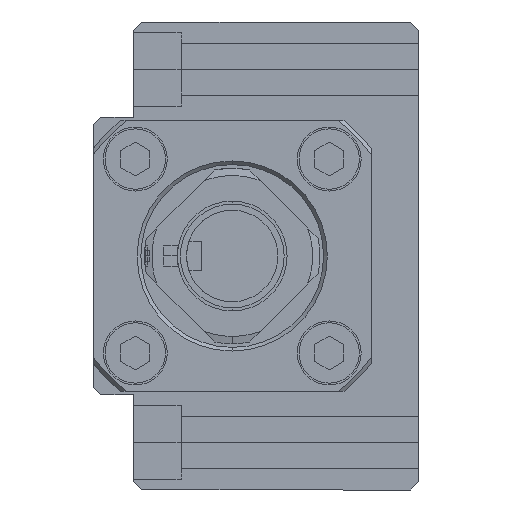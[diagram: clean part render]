
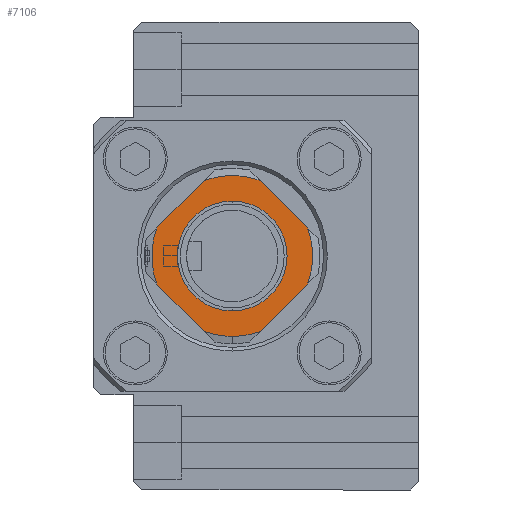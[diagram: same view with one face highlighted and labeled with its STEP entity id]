
A CAD part, left-side view. The second image highlights one B-rep face of the part: STEP entity #7106.
In plain terms, the highlighted face is planar.
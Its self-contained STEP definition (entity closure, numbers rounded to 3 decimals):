
#27 = VERTEX_POINT ( 'NONE', #2489 ) ;
#93 = LINE ( 'NONE', #2906, #1854 ) ;
#137 = DIRECTION ( 'NONE',  ( 0., -1., 0. ) ) ;
#183 = CARTESIAN_POINT ( 'NONE',  ( 0., 0., 25. ) ) ;
#397 = EDGE_CURVE ( 'NONE', #6505, #27, #1132, .T. ) ;
#524 = CIRCLE ( 'NONE', #5238, 22. ) ;
#602 = VERTEX_POINT ( 'NONE', #8367 ) ;
#738 = EDGE_CURVE ( 'NONE', #2967, #4128, #9086, .T. ) ;
#739 = CARTESIAN_POINT ( 'NONE',  ( -15., 0., 25. ) ) ;
#830 = DIRECTION ( 'NONE',  ( -1., 0., 0. ) ) ;
#871 = PLANE ( 'NONE',  #5165 ) ;
#934 = VERTEX_POINT ( 'NONE', #6992 ) ;
#935 = ORIENTED_EDGE ( 'NONE', *, *, #5515, .F. ) ;
#1065 = CARTESIAN_POINT ( 'NONE',  ( 0., 0., 25. ) ) ;
#1120 = CARTESIAN_POINT ( 'NONE',  ( 0., -28.284, 25. ) ) ;
#1132 = CIRCLE ( 'NONE', #7939, 22. ) ;
#1207 = ORIENTED_EDGE ( 'NONE', *, *, #1803, .F. ) ;
#1357 = DIRECTION ( 'NONE',  ( -1., 0., 0. ) ) ;
#1403 = EDGE_CURVE ( 'NONE', #6505, #602, #8456, .T. ) ;
#1505 = VERTEX_POINT ( 'NONE', #7214 ) ;
#1634 = EDGE_CURVE ( 'NONE', #1505, #4128, #4986, .T. ) ;
#1637 = EDGE_CURVE ( 'NONE', #2967, #934, #93, .T. ) ;
#1713 = CARTESIAN_POINT ( 'NONE',  ( -7.661, 20.623, 25. ) ) ;
#1771 = EDGE_CURVE ( 'NONE', #27, #934, #524, .T. ) ;
#1803 = EDGE_CURVE ( 'NONE', #2106, #602, #8068, .T. ) ;
#1851 = EDGE_LOOP ( 'NONE', ( #4891, #4294, #8107, #7426, #5380, #1207, #5463, #935, #4682 ) ) ;
#1854 = VECTOR ( 'NONE', #4337, 1000. ) ;
#2013 = CARTESIAN_POINT ( 'NONE',  ( 7.661, 20.623, 25. ) ) ;
#2050 = DIRECTION ( 'NONE',  ( 0., 0., -1. ) ) ;
#2106 = VERTEX_POINT ( 'NONE', #4640 ) ;
#2169 = DIRECTION ( 'NONE',  ( 0.707, -0.707, 0. ) ) ;
#2278 = FACE_BOUND ( 'NONE', #6011, .T. ) ;
#2423 = DIRECTION ( 'NONE',  ( -1., 0., 0. ) ) ;
#2489 = CARTESIAN_POINT ( 'NONE',  ( -22., 0., 25. ) ) ;
#2569 = AXIS2_PLACEMENT_3D ( 'NONE', #5503, #7733, #5453 ) ;
#2721 = CARTESIAN_POINT ( 'NONE',  ( 0., 0., 25. ) ) ;
#2832 = CARTESIAN_POINT ( 'NONE',  ( -28.284, 0., 25. ) ) ;
#2906 = CARTESIAN_POINT ( 'NONE',  ( 0., 28.284, 25. ) ) ;
#2967 = VERTEX_POINT ( 'NONE', #1713 ) ;
#3058 = AXIS2_PLACEMENT_3D ( 'NONE', #8134, #5956, #5247 ) ;
#3415 = CARTESIAN_POINT ( 'NONE',  ( 15., 0., 25. ) ) ;
#3591 = ORIENTED_EDGE ( 'NONE', *, *, #6115, .T. ) ;
#3690 = CARTESIAN_POINT ( 'NONE',  ( 0., 0., 25. ) ) ;
#3894 = CARTESIAN_POINT ( 'NONE',  ( -20.623, -7.661, 25. ) ) ;
#3926 = DIRECTION ( 'NONE',  ( 0.707, 0.707, 0. ) ) ;
#3927 = VECTOR ( 'NONE', #2169, 1000. ) ;
#4128 = VERTEX_POINT ( 'NONE', #2013 ) ;
#4141 = CARTESIAN_POINT ( 'NONE',  ( 0., 0., 25. ) ) ;
#4251 = AXIS2_PLACEMENT_3D ( 'NONE', #2721, #8390, #1357 ) ;
#4294 = ORIENTED_EDGE ( 'NONE', *, *, #1637, .T. ) ;
#4298 = CARTESIAN_POINT ( 'NONE',  ( 28.284, 0., 25. ) ) ;
#4337 = DIRECTION ( 'NONE',  ( -0.707, -0.707, 0. ) ) ;
#4560 = DIRECTION ( 'NONE',  ( 0., 0., -1. ) ) ;
#4578 = LINE ( 'NONE', #1120, #5589 ) ;
#4611 = EDGE_CURVE ( 'NONE', #5970, #8648, #5846, .T. ) ;
#4640 = CARTESIAN_POINT ( 'NONE',  ( 7.661, -20.623, 25. ) ) ;
#4682 = ORIENTED_EDGE ( 'NONE', *, *, #1634, .T. ) ;
#4891 = ORIENTED_EDGE ( 'NONE', *, *, #738, .F. ) ;
#4950 = ORIENTED_EDGE ( 'NONE', *, *, #4611, .T. ) ;
#4986 = LINE ( 'NONE', #4298, #7497 ) ;
#5165 = AXIS2_PLACEMENT_3D ( 'NONE', #8701, #8653, #137 ) ;
#5234 = CARTESIAN_POINT ( 'NONE',  ( 20.623, -7.661, 25. ) ) ;
#5238 = AXIS2_PLACEMENT_3D ( 'NONE', #1065, #7462, #8189 ) ;
#5247 = DIRECTION ( 'NONE',  ( -1., 0., 0. ) ) ;
#5338 = EDGE_CURVE ( 'NONE', #2106, #6499, #4578, .T. ) ;
#5380 = ORIENTED_EDGE ( 'NONE', *, *, #1403, .T. ) ;
#5453 = DIRECTION ( 'NONE',  ( -1., 0., 0. ) ) ;
#5463 = ORIENTED_EDGE ( 'NONE', *, *, #5338, .T. ) ;
#5503 = CARTESIAN_POINT ( 'NONE',  ( 0., 0., 25. ) ) ;
#5515 = EDGE_CURVE ( 'NONE', #1505, #6499, #7236, .T. ) ;
#5589 = VECTOR ( 'NONE', #3926, 1000. ) ;
#5846 = CIRCLE ( 'NONE', #7619, 15. ) ;
#5956 = DIRECTION ( 'NONE',  ( 0., 0., -1. ) ) ;
#5970 = VERTEX_POINT ( 'NONE', #739 ) ;
#6011 = EDGE_LOOP ( 'NONE', ( #3591, #4950 ) ) ;
#6115 = EDGE_CURVE ( 'NONE', #8648, #5970, #9124, .T. ) ;
#6499 = VERTEX_POINT ( 'NONE', #5234 ) ;
#6505 = VERTEX_POINT ( 'NONE', #3894 ) ;
#6568 = FACE_OUTER_BOUND ( 'NONE', #1851, .T. ) ;
#6740 = AXIS2_PLACEMENT_3D ( 'NONE', #3690, #4560, #2423 ) ;
#6852 = DIRECTION ( 'NONE',  ( -1., 0., 0. ) ) ;
#6992 = CARTESIAN_POINT ( 'NONE',  ( -20.623, 7.661, 25. ) ) ;
#7106 = ADVANCED_FACE ( 'NONE', ( #6568, #2278 ), #871, .F. ) ;
#7158 = DIRECTION ( 'NONE',  ( -0.707, 0.707, 0. ) ) ;
#7198 = DIRECTION ( 'NONE',  ( 0., 0., -1. ) ) ;
#7214 = CARTESIAN_POINT ( 'NONE',  ( 20.623, 7.661, 25. ) ) ;
#7236 = CIRCLE ( 'NONE', #4251, 22. ) ;
#7426 = ORIENTED_EDGE ( 'NONE', *, *, #397, .F. ) ;
#7462 = DIRECTION ( 'NONE',  ( 0., 0., -1. ) ) ;
#7497 = VECTOR ( 'NONE', #7158, 1000. ) ;
#7619 = AXIS2_PLACEMENT_3D ( 'NONE', #4141, #2050, #6852 ) ;
#7733 = DIRECTION ( 'NONE',  ( 0., 0., -1. ) ) ;
#7939 = AXIS2_PLACEMENT_3D ( 'NONE', #183, #7198, #830 ) ;
#8068 = CIRCLE ( 'NONE', #2569, 22. ) ;
#8107 = ORIENTED_EDGE ( 'NONE', *, *, #1771, .F. ) ;
#8134 = CARTESIAN_POINT ( 'NONE',  ( 0., 0., 25. ) ) ;
#8189 = DIRECTION ( 'NONE',  ( -1., 0., 0. ) ) ;
#8367 = CARTESIAN_POINT ( 'NONE',  ( -7.661, -20.623, 25. ) ) ;
#8390 = DIRECTION ( 'NONE',  ( 0., 0., -1. ) ) ;
#8456 = LINE ( 'NONE', #2832, #3927 ) ;
#8648 = VERTEX_POINT ( 'NONE', #3415 ) ;
#8653 = DIRECTION ( 'NONE',  ( 0., 0., -1. ) ) ;
#8701 = CARTESIAN_POINT ( 'NONE',  ( 0., 0., 25. ) ) ;
#9086 = CIRCLE ( 'NONE', #6740, 22. ) ;
#9124 = CIRCLE ( 'NONE', #3058, 15. ) ;
